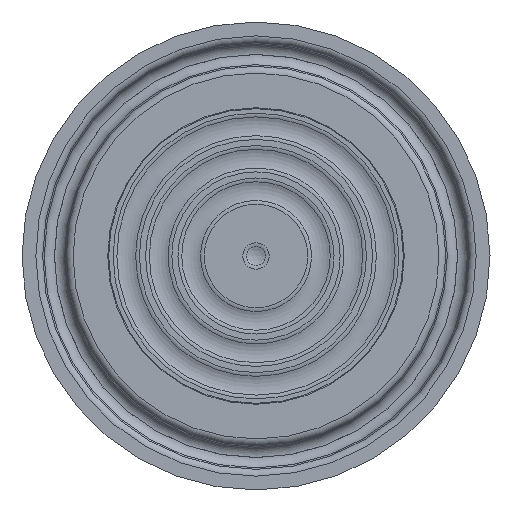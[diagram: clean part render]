
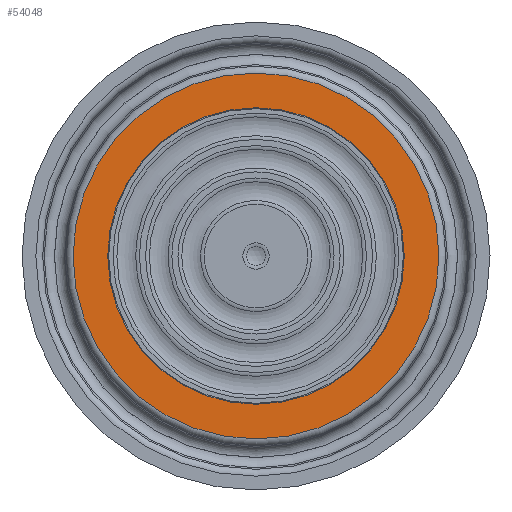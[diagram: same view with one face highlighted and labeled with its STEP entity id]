
A CAD part, left-side view. The second image highlights one B-rep face of the part: STEP entity #54048.
In plain terms, the highlighted planar face has unit normal (-1, 0, 0).
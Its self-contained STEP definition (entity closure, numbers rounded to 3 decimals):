
#1122=FACE_BOUND('',#8773,.T.);
#3079=PLANE('',#58340);
#5895=FACE_OUTER_BOUND('',#8772,.T.);
#8772=EDGE_LOOP('',(#50296));
#8773=EDGE_LOOP('',(#50297));
#9762=CIRCLE('',#58335,16.);
#9765=CIRCLE('',#58341,19.742);
#25832=VERTEX_POINT('',#121133);
#25834=VERTEX_POINT('',#121142);
#33997=EDGE_CURVE('',#25832,#25832,#9762,.T.);
#34001=EDGE_CURVE('',#25834,#25834,#9765,.T.);
#50296=ORIENTED_EDGE('',*,*,#34001,.F.);
#50297=ORIENTED_EDGE('',*,*,#33997,.T.);
#54048=ADVANCED_FACE('',(#5895,#1122),#3079,.T.);
#58335=AXIS2_PLACEMENT_3D('',#121134,#71094,#71095);
#58340=AXIS2_PLACEMENT_3D('',#121141,#71105,#71106);
#58341=AXIS2_PLACEMENT_3D('',#121143,#71107,#71108);
#71094=DIRECTION('center_axis',(1.,0.,0.));
#71095=DIRECTION('ref_axis',(0.,1.,0.));
#71105=DIRECTION('center_axis',(-1.,0.,0.));
#71106=DIRECTION('ref_axis',(0.,0.,1.));
#71107=DIRECTION('center_axis',(1.,0.,0.));
#71108=DIRECTION('ref_axis',(0.,0.,-1.));
#121133=CARTESIAN_POINT('',(0.,-16.,0.));
#121134=CARTESIAN_POINT('Origin',(0.,0.,
0.));
#121141=CARTESIAN_POINT('Origin',(0.,19.742,
0.));
#121142=CARTESIAN_POINT('',(0.,0.,
19.742));
#121143=CARTESIAN_POINT('Origin',(0.,0.,0.));
